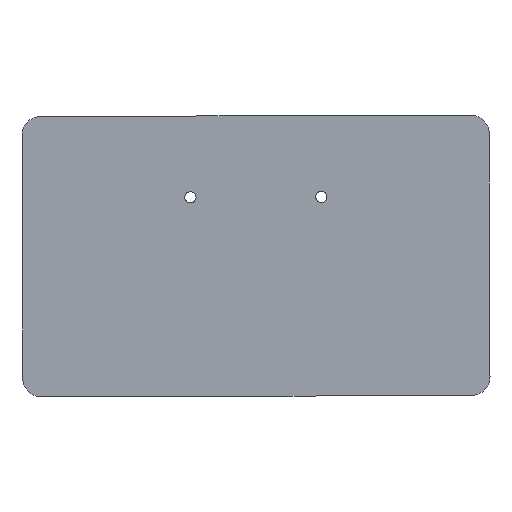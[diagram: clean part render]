
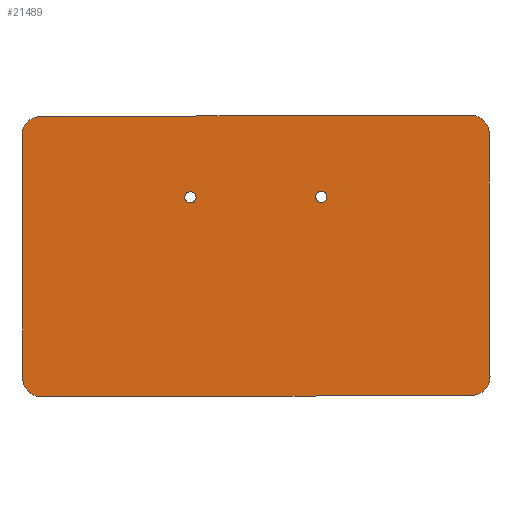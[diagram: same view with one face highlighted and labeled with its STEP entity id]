
A CAD part, front view. The second image highlights one B-rep face of the part: STEP entity #21489.
In plain terms, the highlighted planar face has unit normal (0, -1, 0).
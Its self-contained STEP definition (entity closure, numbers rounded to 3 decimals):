
#21213=CARTESIAN_POINT('',(114.909,-0.999,
45.597));
#21214=DIRECTION('',(0.,1.,0.));
#21215=DIRECTION('',(-0.003,0.,1.));
#21216=AXIS2_PLACEMENT_3D('',#21213,#21214,#21215);
#21218=CARTESIAN_POINT('',(115.303,-0.999,
-84.403));
#21219=DIRECTION('',(0.,1.,0.));
#21220=DIRECTION('',(1.,0.,0.003));
#21221=AXIS2_PLACEMENT_3D('',#21218,#21219,#21220);
#21223=CARTESIAN_POINT('',(-114.696,-0.999,
-85.1));
#21224=DIRECTION('',(0.,1.,0.));
#21225=DIRECTION('',(0.003,0.,-1.));
#21226=AXIS2_PLACEMENT_3D('',#21223,#21224,#21225);
#21228=CARTESIAN_POINT('',(-115.09,-0.999,
44.9));
#21229=DIRECTION('',(0.,1.,0.));
#21230=DIRECTION('',(-1.,0.,-0.003));
#21231=AXIS2_PLACEMENT_3D('',#21228,#21229,#21230);
#21233=CARTESIAN_POINT('',(35.011,-0.999,
11.854));
#21234=DIRECTION('',(0.,-1.,0.));
#21235=DIRECTION('',(-0.879,0.,0.477));
#21236=AXIS2_PLACEMENT_3D('',#21233,#21234,#21235);
#21238=CARTESIAN_POINT('',(35.011,-0.999,
11.854));
#21239=DIRECTION('',(0.,-1.,0.));
#21240=DIRECTION('',(0.879,0.,-0.477));
#21241=AXIS2_PLACEMENT_3D('',#21238,#21239,#21240);
#21243=CARTESIAN_POINT('',(35.011,-0.999,
11.854));
#21244=DIRECTION('',(0.,-1.,0.));
#21245=DIRECTION('',(1.,0.,0.003));
#21246=AXIS2_PLACEMENT_3D('',#21243,#21244,#21245);
#21248=CARTESIAN_POINT('',(-34.989,-0.999,
11.642));
#21249=DIRECTION('',(0.,-1.,0.));
#21250=DIRECTION('',(0.876,0.,0.482));
#21251=AXIS2_PLACEMENT_3D('',#21248,#21249,#21250);
#21253=CARTESIAN_POINT('',(-34.989,-0.999,
11.642));
#21254=DIRECTION('',(0.,-1.,0.));
#21255=DIRECTION('',(-0.876,0.,-0.482));
#21256=AXIS2_PLACEMENT_3D('',#21253,#21254,#21255);
#21258=CARTESIAN_POINT('',(-34.989,-0.999,
11.642));
#21259=DIRECTION('',(0.,-1.,0.));
#21260=DIRECTION('',(1.,0.,0.003));
#21261=AXIS2_PLACEMENT_3D('',#21258,#21259,#21260);
#21267=DIRECTION('',(-1.,0.,-0.003));
#21268=VECTOR('',#21267,230.);
#21269=CARTESIAN_POINT('',(114.879,-0.999,
55.597));
#21270=LINE('',#21269,#21268);
#21323=DIRECTION('',(-0.003,0.,1.));
#21324=VECTOR('',#21323,130.);
#21325=CARTESIAN_POINT('',(125.303,-0.999,
-84.372));
#21326=LINE('',#21325,#21324);
#21335=DIRECTION('',(1.,0.,0.003));
#21336=VECTOR('',#21335,230.);
#21337=CARTESIAN_POINT('',(-114.666,-0.999,
-95.1));
#21338=LINE('',#21337,#21336);
#21347=DIRECTION('',(0.003,0.,-1.));
#21348=VECTOR('',#21347,130.);
#21349=CARTESIAN_POINT('',(-125.09,-0.999,
44.869));
#21350=LINE('',#21349,#21348);
#21375=CARTESIAN_POINT('',(-37.617,-0.999,
10.196));
#21377=VERTEX_POINT('',#21375);
#21379=CARTESIAN_POINT('',(114.879,-0.999,
55.597));
#21380=CARTESIAN_POINT('',(124.909,-0.999,
45.627));
#21381=VERTEX_POINT('',#21379);
#21382=VERTEX_POINT('',#21380);
#21383=CARTESIAN_POINT('',(125.303,-0.999,
-84.372));
#21384=VERTEX_POINT('',#21383);
#21385=CARTESIAN_POINT('',(115.333,-0.999,
-94.403));
#21386=VERTEX_POINT('',#21385);
#21387=CARTESIAN_POINT('',(-114.666,-0.999,
-95.1));
#21388=VERTEX_POINT('',#21387);
#21389=CARTESIAN_POINT('',(-124.696,-0.999,
-85.13));
#21390=VERTEX_POINT('',#21389);
#21391=CARTESIAN_POINT('',(-125.09,-0.999,
44.869));
#21392=VERTEX_POINT('',#21391);
#21393=CARTESIAN_POINT('',(-115.12,-0.999,
54.9));
#21394=VERTEX_POINT('',#21393);
#21395=CARTESIAN_POINT('',(32.374,-0.999,
13.285));
#21396=CARTESIAN_POINT('',(37.648,-0.999,
10.424));
#21397=VERTEX_POINT('',#21395);
#21398=VERTEX_POINT('',#21396);
#21399=CARTESIAN_POINT('',(38.011,-0.999,
11.863));
#21400=VERTEX_POINT('',#21399);
#21401=CARTESIAN_POINT('',(-32.36,-0.999,
13.089));
#21402=VERTEX_POINT('',#21401);
#21403=CARTESIAN_POINT('',(-31.989,-0.999,
11.651));
#21404=VERTEX_POINT('',#21403);
#21452=CARTESIAN_POINT('',(0.106,-0.999,
-19.752));
#21453=DIRECTION('',(0.,1.,0.));
#21454=DIRECTION('',(1.,0.,0.003));
#21455=AXIS2_PLACEMENT_3D('',#21452,#21453,#21454);
#21456=PLANE('',#21455);
#21458=ORIENTED_EDGE('',*,*,#21457,.T.);
#21460=ORIENTED_EDGE('',*,*,#21459,.F.);
#21462=ORIENTED_EDGE('',*,*,#21461,.T.);
#21464=ORIENTED_EDGE('',*,*,#21463,.F.);
#21466=ORIENTED_EDGE('',*,*,#21465,.T.);
#21468=ORIENTED_EDGE('',*,*,#21467,.F.);
#21470=ORIENTED_EDGE('',*,*,#21469,.T.);
#21472=ORIENTED_EDGE('',*,*,#21471,.F.);
#21473=EDGE_LOOP('',(#21458,#21460,#21462,#21464,#21466,#21468,#21470,#21472));
#21474=FACE_OUTER_BOUND('',#21473,.F.);
#21476=ORIENTED_EDGE('',*,*,#21475,.T.);
#21478=ORIENTED_EDGE('',*,*,#21477,.T.);
#21480=ORIENTED_EDGE('',*,*,#21479,.T.);
#21481=EDGE_LOOP('',(#21476,#21478,#21480));
#21482=FACE_BOUND('',#21481,.F.);
#21484=ORIENTED_EDGE('',*,*,#21483,.T.);
#21485=ORIENTED_EDGE('',*,*,#21432,.T.);
#21486=ORIENTED_EDGE('',*,*,#21440,.T.);
#21487=EDGE_LOOP('',(#21484,#21485,#21486));
#21488=FACE_BOUND('',#21487,.F.);
#21217=CIRCLE('',#21216,10.);
#21222=CIRCLE('',#21221,10.);
#21227=CIRCLE('',#21226,10.);
#21232=CIRCLE('',#21231,10.);
#21237=CIRCLE('',#21236,3.);
#21242=CIRCLE('',#21241,3.);
#21247=CIRCLE('',#21246,3.);
#21252=CIRCLE('',#21251,3.);
#21257=CIRCLE('',#21256,3.);
#21262=CIRCLE('',#21261,3.);
#21432=EDGE_CURVE('',#21377,#21404,#21257,.T.);
#21440=EDGE_CURVE('',#21404,#21402,#21262,.T.);
#21457=EDGE_CURVE('',#21381,#21382,#21217,.T.);
#21459=EDGE_CURVE('',#21384,#21382,#21326,.T.);
#21461=EDGE_CURVE('',#21384,#21386,#21222,.T.);
#21463=EDGE_CURVE('',#21388,#21386,#21338,.T.);
#21465=EDGE_CURVE('',#21388,#21390,#21227,.T.);
#21467=EDGE_CURVE('',#21392,#21390,#21350,.T.);
#21469=EDGE_CURVE('',#21392,#21394,#21232,.T.);
#21471=EDGE_CURVE('',#21381,#21394,#21270,.T.);
#21475=EDGE_CURVE('',#21397,#21398,#21237,.T.);
#21477=EDGE_CURVE('',#21398,#21400,#21242,.T.);
#21479=EDGE_CURVE('',#21400,#21397,#21247,.T.);
#21483=EDGE_CURVE('',#21402,#21377,#21252,.T.);
#21489=ADVANCED_FACE('',(#21474,#21482,#21488),#21456,.F.);
